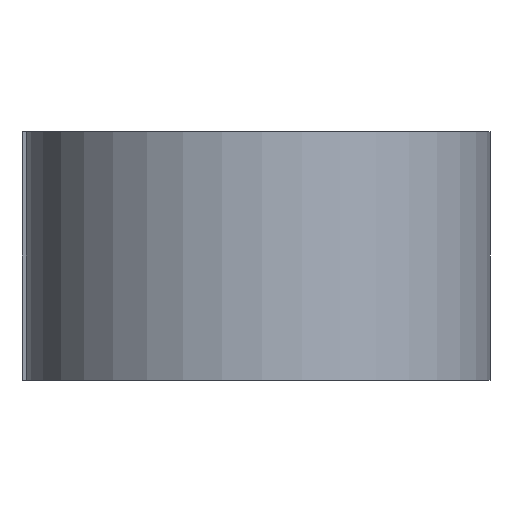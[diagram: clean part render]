
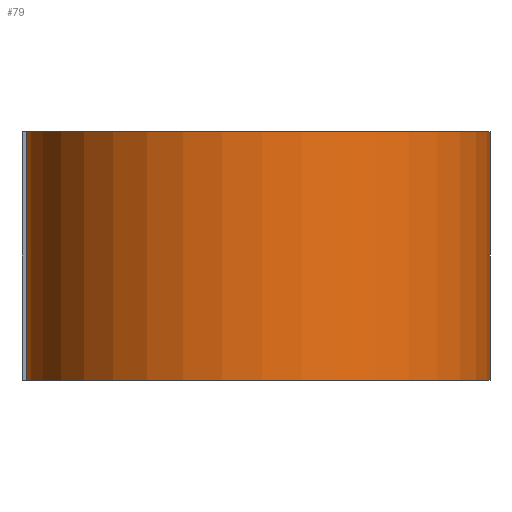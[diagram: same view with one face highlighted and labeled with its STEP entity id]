
A CAD part, front view. The second image highlights one B-rep face of the part: STEP entity #79.
In plain terms, the highlighted cylindrical face has radius 74.6 mm (diameter 149.2 mm), a partial arc.
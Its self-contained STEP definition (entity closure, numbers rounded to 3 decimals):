
#79=ADVANCED_FACE('',(#92),#93,.T.);
#92=FACE_OUTER_BOUND('',#109,.T.);
#93=CYLINDRICAL_SURFACE('',#110,74.6);
#109=EDGE_LOOP('',(#146,#147,#148,#149));
#110=AXIS2_PLACEMENT_3D('',#150,#151,#152);
#146=ORIENTED_EDGE('',*,*,#169,.T.);
#147=ORIENTED_EDGE('',*,*,#177,.T.);
#148=ORIENTED_EDGE('',*,*,#178,.T.);
#149=ORIENTED_EDGE('',*,*,#174,.F.);
#150=CARTESIAN_POINT('',(0.,-0.001,420.0));
#151=DIRECTION('',(0.0,0.0,-1.0));
#152=DIRECTION('',(-1.0,0.0,0.0));
#169=EDGE_CURVE('',#187,#185,#188,.T.);
#174=EDGE_CURVE('',#187,#195,#196,.T.);
#177=EDGE_CURVE('',#185,#198,#200,.T.);
#178=EDGE_CURVE('',#198,#195,#201,.T.);
#185=VERTEX_POINT('',#210);
#187=VERTEX_POINT('',#213);
#188=CIRCLE('',#214,74.6);
#195=VERTEX_POINT('',#225);
#196=LINE('',#226,#227);
#198=VERTEX_POINT('',#230);
#200=LINE('',#233,#234);
#201=CIRCLE('',#235,74.6);
#210=CARTESIAN_POINT('',(-74.561,-2.411,0.0));
#213=CARTESIAN_POINT('',(-74.564,2.328,0.0));
#214=AXIS2_PLACEMENT_3D('',#243,#244,#245);
#225=CARTESIAN_POINT('',(-74.564,2.328,-80.0));
#226=CARTESIAN_POINT('',(-74.564,2.328,420.0));
#227=VECTOR('',#250,1.0);
#230=CARTESIAN_POINT('',(-74.561,-2.411,-80.0));
#233=CARTESIAN_POINT('',(-74.561,-2.411,420.0));
#234=VECTOR('',#253,1.0);
#235=AXIS2_PLACEMENT_3D('',#254,#255,#256);
#243=CARTESIAN_POINT('',(0.,-0.001,0.0));
#244=DIRECTION('',(0.0,0.0,-1.0));
#245=DIRECTION('',(-1.0,0.0,0.0));
#250=DIRECTION('',(0.0,0.0,-1.0));
#253=DIRECTION('',(0.0,0.0,-1.0));
#254=CARTESIAN_POINT('',(0.,-0.001,-80.0));
#255=DIRECTION('',(0.0,0.0,1.0));
#256=DIRECTION('',(-1.0,0.0,0.0));
